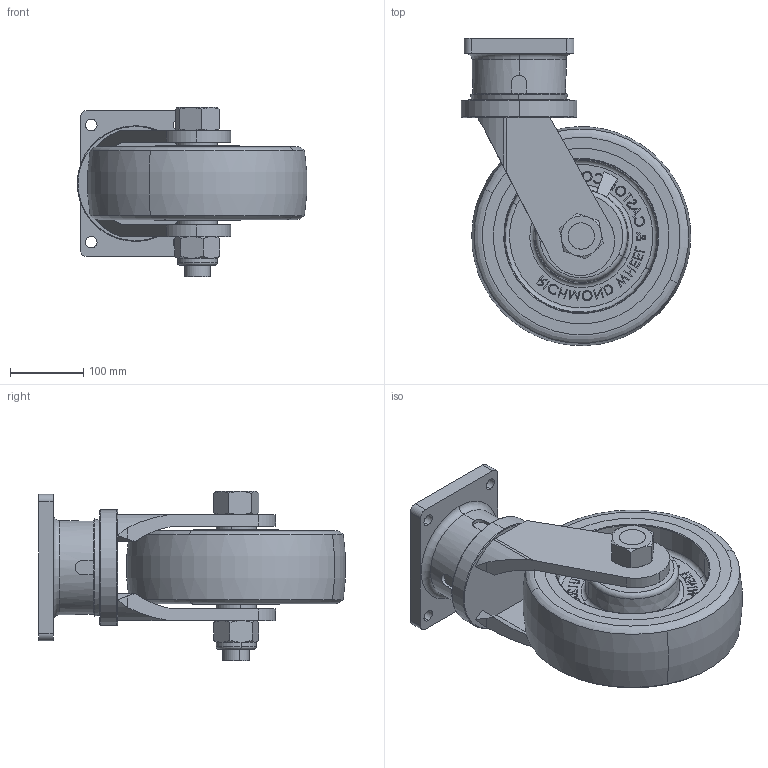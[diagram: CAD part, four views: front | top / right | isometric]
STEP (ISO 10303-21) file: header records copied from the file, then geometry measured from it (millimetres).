
FILE_DESCRIPTION (( 'STEP AP203' ), '1' );
FILE_NAME ('S1222.STEP', '2020-02-25T05:45:25', ( '' ), ( '' ), 'SwSTEP 2.0', 'SolidWorks 2013', '' );
FILE_SCHEMA (( 'CONFIG_CONTROL_DESIGN' ));
Length unit declared in the file: millimetre
Products named in the file (1): S1222
Bounding box: 313.62 x 419.46 x 231 mm (x, y, z)
Volume: 7881422.5 mm3; surface area: 813281.8 mm2
Topology: 41 solids, 41 shells, 657 faces, 1596 edges, 1035 vertices
Faces by surface type: plane 328, bspline 152, cylinder 85, cone 51, torus 41
Entity records: 28242 total; most frequent: CARTESIAN_POINT 13607, ORIENTED_EDGE 3192, DIRECTION 2565, EDGE_CURVE 1596, VERTEX_POINT 1035, LINE 907, VECTOR 907, AXIS2_PLACEMENT_3D 829
